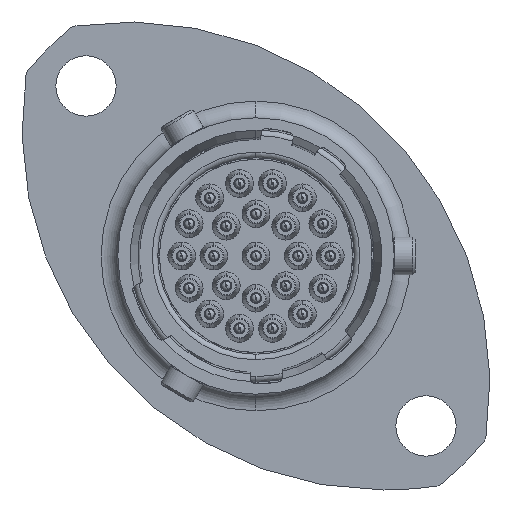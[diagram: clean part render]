
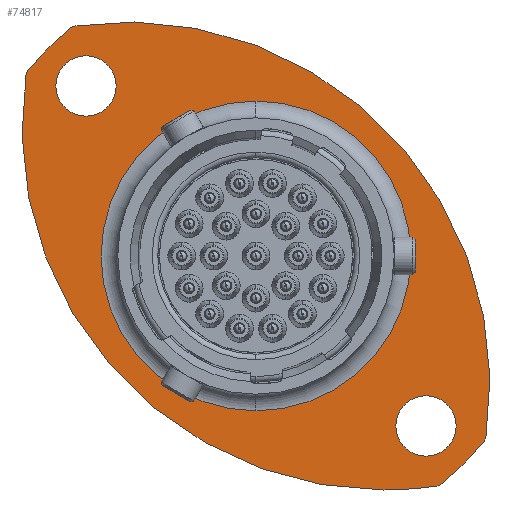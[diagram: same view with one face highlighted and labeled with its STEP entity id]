
A CAD part, left-side view. The second image highlights one B-rep face of the part: STEP entity #74817.
In plain terms, the highlighted planar face has unit normal (-1, 0, 0).
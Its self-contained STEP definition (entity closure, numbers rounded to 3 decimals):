
#397 = ORIENTED_EDGE ( 'NONE', *, *, #20561, .T. ) ;
#4358 = CARTESIAN_POINT ( 'NONE',  ( 10.945, -6.286, -11.341 ) ) ;
#4790 = DIRECTION ( 'NONE',  ( 0., 0., -1. ) ) ;
#5365 = DIRECTION ( 'NONE',  ( 0., 0., -1. ) ) ;
#5366 = CARTESIAN_POINT ( 'NONE',  ( 10.945, 15.951, 10.897 ) ) ;
#5446 = ORIENTED_EDGE ( 'NONE', *, *, #51508, .T. ) ;
#6152 = CARTESIAN_POINT ( 'NONE',  ( 10.945, 12.987, -8.377 ) ) ;
#6259 = CARTESIAN_POINT ( 'NONE',  ( 10.945, 6.093, -1.482 ) ) ;
#6658 = AXIS2_PLACEMENT_3D ( 'NONE', #6259, #49570, #12483 ) ;
#6703 = CARTESIAN_POINT ( 'NONE',  ( 10.945, 15.25, 7.675 ) ) ;
#7194 = VERTEX_POINT ( 'NONE', #33502 ) ;
#8438 = AXIS2_PLACEMENT_3D ( 'NONE', #78887, #41866, #4790 ) ;
#8874 = EDGE_LOOP ( 'NONE', ( #26392, #13259 ) ) ;
#9080 = CARTESIAN_POINT ( 'NONE',  ( 10.945, 15.25, 9.3 ) ) ;
#9222 = CARTESIAN_POINT ( 'NONE',  ( 10.945, 15.25, 7.675 ) ) ;
#9994 = EDGE_CURVE ( 'NONE', #29146, #74625, #55283, .T. ) ;
#10462 = DIRECTION ( 'NONE',  ( -1., 0., 0. ) ) ;
#11084 = EDGE_LOOP ( 'NONE', ( #39991, #57688 ) ) ;
#12363 = DIRECTION ( 'NONE',  ( 0., 0., -1. ) ) ;
#12483 = DIRECTION ( 'NONE',  ( 0., 0., 1. ) ) ;
#12959 = DIRECTION ( 'NONE',  ( 0., 0., -1. ) ) ;
#13259 = ORIENTED_EDGE ( 'NONE', *, *, #50798, .F. ) ;
#14166 = VERTEX_POINT ( 'NONE', #41249 ) ;
#14769 = AXIS2_PLACEMENT_3D ( 'NONE', #79439, #42446, #5365 ) ;
#15207 = CARTESIAN_POINT ( 'NONE',  ( 10.945, 6.093, -1.482 ) ) ;
#15466 = DIRECTION ( 'NONE',  ( 0., 0., -1. ) ) ;
#15799 = ORIENTED_EDGE ( 'NONE', *, *, #73691, .T. ) ;
#17965 = CIRCLE ( 'NONE', #61141, 19.5 ) ;
#18332 = CARTESIAN_POINT ( 'NONE',  ( 10.945, -3.064, -10.639 ) ) ;
#18334 = VERTEX_POINT ( 'NONE', #60469 ) ;
#19851 = EDGE_LOOP ( 'NONE', ( #29322, #5446, #68354, #15799, #73306 ) ) ;
#20561 = EDGE_CURVE ( 'NONE', #14166, #18334, #52671, .T. ) ;
#21472 = DIRECTION ( 'NONE',  ( 0., 0., -1. ) ) ;
#21667 = EDGE_CURVE ( 'NONE', #18334, #14166, #51405, .T. ) ;
#21928 = AXIS2_PLACEMENT_3D ( 'NONE', #18332, #61673, #24540 ) ;
#24540 = DIRECTION ( 'NONE',  ( 0., 0., -1. ) ) ;
#25486 = AXIS2_PLACEMENT_3D ( 'NONE', #6703, #50026, #12959 ) ;
#25826 = VERTEX_POINT ( 'NONE', #28312 ) ;
#26392 = ORIENTED_EDGE ( 'NONE', *, *, #38303, .F. ) ;
#27820 = AXIS2_PLACEMENT_3D ( 'NONE', #72306, #35235, #78550 ) ;
#27982 = FACE_BOUND ( 'NONE', #8874, .T. ) ;
#28312 = CARTESIAN_POINT ( 'NONE',  ( 10.945, -0.801, -14.088 ) ) ;
#28329 = CARTESIAN_POINT ( 'NONE',  ( 10.945, 6.093, -1.482 ) ) ;
#28381 = CIRCLE ( 'NONE', #52477, 15.825 ) ;
#29146 = VERTEX_POINT ( 'NONE', #72141 ) ;
#29211 = EDGE_CURVE ( 'NONE', #42117, #25826, #37437, .T. ) ;
#29322 = ORIENTED_EDGE ( 'NONE', *, *, #29211, .T. ) ;
#29527 = CARTESIAN_POINT ( 'NONE',  ( 10.945, -3.064, -12.264 ) ) ;
#30453 = CARTESIAN_POINT ( 'NONE',  ( 10.945, 18.472, 8.376 ) ) ;
#33502 = CARTESIAN_POINT ( 'NONE',  ( 10.945, 15.25, 6.05 ) ) ;
#34520 = DIRECTION ( 'NONE',  ( 0., 0., 1. ) ) ;
#35235 = DIRECTION ( 'NONE',  ( 1., 0., 0. ) ) ;
#35546 = VERTEX_POINT ( 'NONE', #9080 ) ;
#35955 = CARTESIAN_POINT ( 'NONE',  ( 10.945, -0.801, 5.412 ) ) ;
#36822 = PLANE ( 'NONE',  #27820 ) ;
#37437 = CIRCLE ( 'NONE', #14769, 19.5 ) ;
#37726 = CARTESIAN_POINT ( 'NONE',  ( 10.945, -3.765, -13.861 ) ) ;
#38303 = EDGE_CURVE ( 'NONE', #7194, #35546, #44249, .T. ) ;
#39991 = ORIENTED_EDGE ( 'NONE', *, *, #47371, .F. ) ;
#40965 = CIRCLE ( 'NONE', #21928, 1.625 ) ;
#41249 = CARTESIAN_POINT ( 'NONE',  ( 10.945, 6.093, -9.827 ) ) ;
#41866 = DIRECTION ( 'NONE',  ( 1., 0., 0. ) ) ;
#42117 = VERTEX_POINT ( 'NONE', #30453 ) ;
#42235 = DIRECTION ( 'NONE',  ( 0., 0., -1. ) ) ;
#42446 = DIRECTION ( 'NONE',  ( -1., 0., 0. ) ) ;
#43347 = CIRCLE ( 'NONE', #6658, 15.825 ) ;
#44249 = CIRCLE ( 'NONE', #25486, 1.625 ) ;
#44499 = FACE_BOUND ( 'NONE', #11084, .T. ) ;
#45424 = EDGE_CURVE ( 'NONE', #70839, #42117, #43347, .T. ) ;
#47371 = EDGE_CURVE ( 'NONE', #74625, #29146, #40965, .T. ) ;
#47576 = CARTESIAN_POINT ( 'NONE',  ( 10.945, -3.064, -10.639 ) ) ;
#48297 = CIRCLE ( 'NONE', #63321, 1.625 ) ;
#49448 = DIRECTION ( 'NONE',  ( -1., 0., 0. ) ) ;
#49570 = DIRECTION ( 'NONE',  ( -1., 0., 0. ) ) ;
#49594 = CIRCLE ( 'NONE', #58304, 19.5 ) ;
#50026 = DIRECTION ( 'NONE',  ( -1., 0., 0. ) ) ;
#50798 = EDGE_CURVE ( 'NONE', #35546, #7194, #48297, .T. ) ;
#51405 = CIRCLE ( 'NONE', #8438, 8.345 ) ;
#51489 = VERTEX_POINT ( 'NONE', #4358 ) ;
#51508 = EDGE_CURVE ( 'NONE', #25826, #54742, #17965, .T. ) ;
#52477 = AXIS2_PLACEMENT_3D ( 'NONE', #28329, #71592, #34520 ) ;
#52582 = DIRECTION ( 'NONE',  ( -1., 0., 0. ) ) ;
#52671 = CIRCLE ( 'NONE', #77807, 8.345 ) ;
#53760 = DIRECTION ( 'NONE',  ( 0., 0., -1. ) ) ;
#54742 = VERTEX_POINT ( 'NONE', #37726 ) ;
#55283 = CIRCLE ( 'NONE', #68649, 1.625 ) ;
#57688 = ORIENTED_EDGE ( 'NONE', *, *, #9994, .F. ) ;
#58304 = AXIS2_PLACEMENT_3D ( 'NONE', #6152, #49448, #12363 ) ;
#58527 = DIRECTION ( 'NONE',  ( 1., 0., 0. ) ) ;
#58989 = FACE_OUTER_BOUND ( 'NONE', #19851, .T. ) ;
#60469 = CARTESIAN_POINT ( 'NONE',  ( 10.945, 6.093, 6.863 ) ) ;
#61141 = AXIS2_PLACEMENT_3D ( 'NONE', #35955, #79233, #42235 ) ;
#61673 = DIRECTION ( 'NONE',  ( -1., 0., 0. ) ) ;
#63321 = AXIS2_PLACEMENT_3D ( 'NONE', #9222, #52582, #15466 ) ;
#64673 = EDGE_CURVE ( 'NONE', #54742, #51489, #28381, .T. ) ;
#68354 = ORIENTED_EDGE ( 'NONE', *, *, #64673, .T. ) ;
#68649 = AXIS2_PLACEMENT_3D ( 'NONE', #47576, #10462, #53760 ) ;
#70375 = ORIENTED_EDGE ( 'NONE', *, *, #21667, .T. ) ;
#70839 = VERTEX_POINT ( 'NONE', #5366 ) ;
#71592 = DIRECTION ( 'NONE',  ( -1., 0., 0. ) ) ;
#72141 = CARTESIAN_POINT ( 'NONE',  ( 10.945, -3.064, -9.014 ) ) ;
#72306 = CARTESIAN_POINT ( 'NONE',  ( 10.945, 13.538, -1.482 ) ) ;
#73306 = ORIENTED_EDGE ( 'NONE', *, *, #45424, .T. ) ;
#73691 = EDGE_CURVE ( 'NONE', #51489, #70839, #49594, .T. ) ;
#74625 = VERTEX_POINT ( 'NONE', #29527 ) ;
#74817 = ADVANCED_FACE ( 'NONE', ( #75451, #27982, #44499, #58989 ), #36822, .F. ) ;
#75056 = EDGE_LOOP ( 'NONE', ( #397, #70375 ) ) ;
#75451 = FACE_BOUND ( 'NONE', #75056, .T. ) ;
#77807 = AXIS2_PLACEMENT_3D ( 'NONE', #15207, #58527, #21472 ) ;
#78550 = DIRECTION ( 'NONE',  ( 0., 0., -1. ) ) ;
#78887 = CARTESIAN_POINT ( 'NONE',  ( 10.945, 6.093, -1.482 ) ) ;
#79233 = DIRECTION ( 'NONE',  ( -1., 0., 0. ) ) ;
#79439 = CARTESIAN_POINT ( 'NONE',  ( 10.945, -0.801, 5.412 ) ) ;
